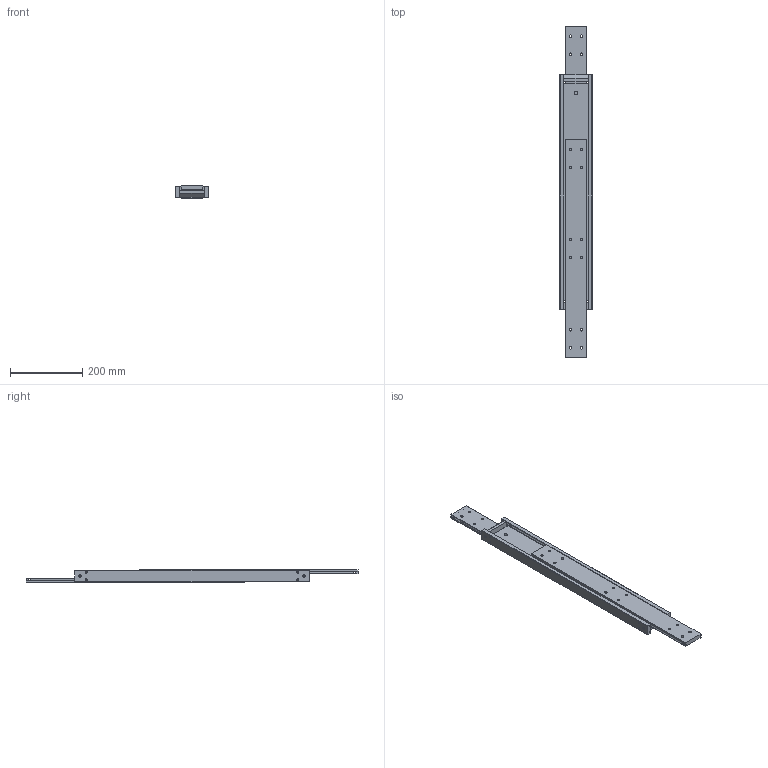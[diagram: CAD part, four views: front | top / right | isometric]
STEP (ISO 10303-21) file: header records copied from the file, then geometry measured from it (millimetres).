
FILE_DESCRIPTION(/* description */ ('SUPREME TR9036 -650/650 (36) BILEX'),/* implementation_level */ '2;1');
FILE_NAME(/* name */ '13890S10B_01.stp',/* time_stamp */ '2023-06-29T10:28:58+02:00',/* author */ ('r.groen'),/* organization */ (''),/* preprocessor_version */ 'ST-DEVELOPER v18.1',/* originating_system */ 'Autodesk Inventor 2022',/* authorisation */ '');
FILE_SCHEMA (('AUTOMOTIVE_DESIGN { 1 0 10303 214 3 1 1 }'));
Length unit declared in the file: millimetre
Products named in the file (4): 13890S10B; 13890S10B_1; 13890S10B_2; 13890S10B_3
Assembly tree (5 placements, depth 2):
  13890S10B
    13890S10B_1
    13890S10B_2  x2
    13890S10B_3  x2
Bounding box: 90 x 920 x 36 mm (x, y, z)
Volume: 1512289.1 mm3; surface area: 387198.2 mm2
Topology: 5 solids, 7 shells, 144 faces, 389 edges, 261 vertices
Faces by surface type: plane 70, cylinder 69, cone 5
Full cylindrical faces by diameter (mm): 1 x1, 3 x2, 5.13 x8, 6 x8, 6.65 x28, 9 x2
Entity records: 3731 total; most frequent: CARTESIAN_POINT 1000, DIRECTION 530, ORIENTED_EDGE 518, EDGE_CURVE 259, AXIS2_PLACEMENT_3D 190, VERTEX_POINT 176, EDGE_LOOP 157, LINE 150
